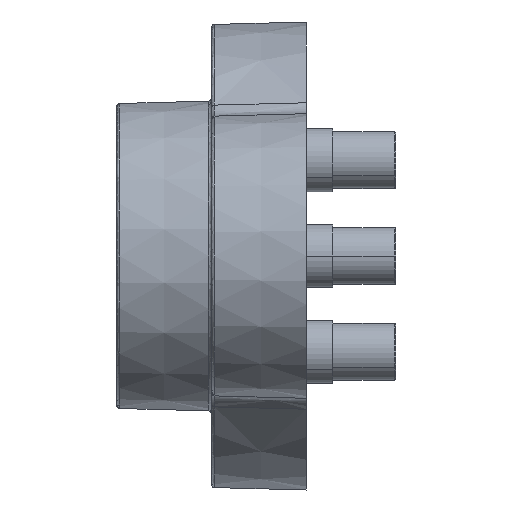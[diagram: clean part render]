
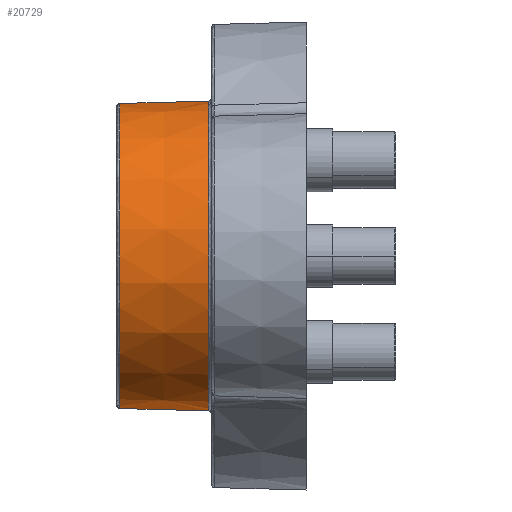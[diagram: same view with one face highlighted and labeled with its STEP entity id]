
A CAD part, left-side view. The second image highlights one B-rep face of the part: STEP entity #20729.
In plain terms, the highlighted conical face has half-angle 1.5 degrees and reference radius 4.897 mm.
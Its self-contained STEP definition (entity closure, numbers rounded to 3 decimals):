
#392 = VERTEX_POINT ( 'NONE', #20780 ) ;
#1554 = LINE ( 'NONE', #25786, #22809 ) ;
#1829 = EDGE_CURVE ( 'NONE', #15236, #392, #7744, .T. ) ;
#1895 = VERTEX_POINT ( 'NONE', #20095 ) ;
#2235 = CIRCLE ( 'NONE', #8995, 4.824 ) ;
#3843 = EDGE_CURVE ( 'NONE', #17780, #1895, #2235, .T. ) ;
#6979 = VECTOR ( 'NONE', #14661, 1000. ) ;
#7057 = DIRECTION ( 'NONE',  ( 0., 1., 0. ) ) ;
#7206 = ORIENTED_EDGE ( 'NONE', *, *, #14563, .T. ) ;
#7744 = CIRCLE ( 'NONE', #15733, 4.897 ) ;
#8423 = ORIENTED_EDGE ( 'NONE', *, *, #21310, .F. ) ;
#8966 = CARTESIAN_POINT ( 'NONE',  ( 0., 5.903, 0. ) ) ;
#8995 = AXIS2_PLACEMENT_3D ( 'NONE', #8966, #13445, #19265 ) ;
#10146 = DIRECTION ( 'NONE',  ( 0., 0., -1. ) ) ;
#10761 = LINE ( 'NONE', #20897, #6979 ) ;
#12304 = CARTESIAN_POINT ( 'NONE',  ( 0., 5.903, 4.824 ) ) ;
#12830 = ORIENTED_EDGE ( 'NONE', *, *, #1829, .T. ) ;
#13236 = DIRECTION ( 'NONE',  ( 0., 0., -1. ) ) ;
#13255 = CONICAL_SURFACE ( 'NONE', #23408, 4.897, 0.026 ) ;
#13445 = DIRECTION ( 'NONE',  ( 0., -1., 0. ) ) ;
#14563 = EDGE_CURVE ( 'NONE', #1895, #15236, #1554, .T. ) ;
#14661 = DIRECTION ( 'NONE',  ( 0., -1., 0.026 ) ) ;
#15231 = EDGE_LOOP ( 'NONE', ( #7206, #12830, #8423, #21490 ) ) ;
#15236 = VERTEX_POINT ( 'NONE', #25537 ) ;
#15733 = AXIS2_PLACEMENT_3D ( 'NONE', #25087, #7057, #13236 ) ;
#15824 = FACE_OUTER_BOUND ( 'NONE', #15231, .T. ) ;
#17628 = DIRECTION ( 'NONE',  ( 0., -1., -0.026 ) ) ;
#17780 = VERTEX_POINT ( 'NONE', #12304 ) ;
#19265 = DIRECTION ( 'NONE',  ( 0., 0., -1. ) ) ;
#20095 = CARTESIAN_POINT ( 'NONE',  ( 0., 5.903, -4.824 ) ) ;
#20175 = DIRECTION ( 'NONE',  ( 0., -1., 0. ) ) ;
#20729 = ADVANCED_FACE ( 'NONE', ( #15824 ), #13255, .T. ) ;
#20780 = CARTESIAN_POINT ( 'NONE',  ( 0., 3.097, 4.897 ) ) ;
#20897 = CARTESIAN_POINT ( 'NONE',  ( 0., 3., 4.9 ) ) ;
#21310 = EDGE_CURVE ( 'NONE', #17780, #392, #10761, .T. ) ;
#21490 = ORIENTED_EDGE ( 'NONE', *, *, #3843, .T. ) ;
#22809 = VECTOR ( 'NONE', #17628, 1000. ) ;
#23408 = AXIS2_PLACEMENT_3D ( 'NONE', #24103, #20175, #10146 ) ;
#24103 = CARTESIAN_POINT ( 'NONE',  ( 0., 3.097, 0. ) ) ;
#25087 = CARTESIAN_POINT ( 'NONE',  ( 0., 3.097, 0. ) ) ;
#25537 = CARTESIAN_POINT ( 'NONE',  ( 0., 3.097, -4.897 ) ) ;
#25786 = CARTESIAN_POINT ( 'NONE',  ( 0., -499000., -13071.753 ) ) ;
